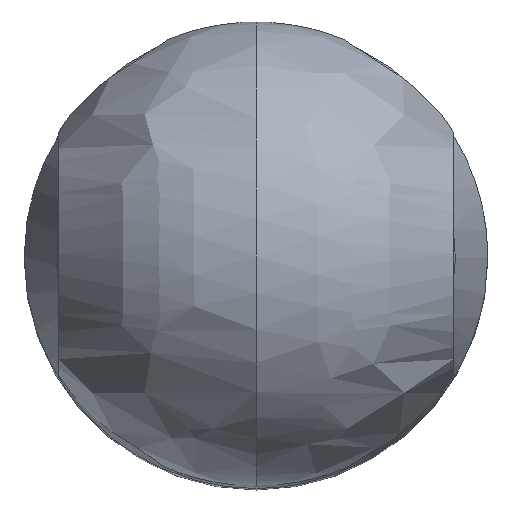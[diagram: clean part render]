
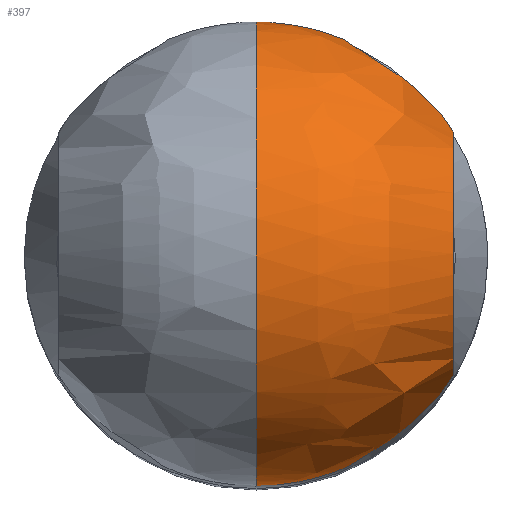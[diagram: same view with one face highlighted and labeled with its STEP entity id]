
A CAD part, top view. The second image highlights one B-rep face of the part: STEP entity #397.
In plain terms, the highlighted free-form (B-spline) face has degree [3, 3] with [4, 4] control points.
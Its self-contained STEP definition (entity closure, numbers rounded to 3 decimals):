
#28=CIRCLE('',#431,3.285);
#50=(
BOUNDED_CURVE()
B_SPLINE_CURVE(3,(#2131,#2132,#2133,#2134),.UNSPECIFIED.,.F.,.F.)
B_SPLINE_CURVE_WITH_KNOTS((4,4),(0.,1.),.PIECEWISE_BEZIER_KNOTS.)
CURVE()
GEOMETRIC_REPRESENTATION_ITEM()
RATIONAL_B_SPLINE_CURVE((1.,0.333,0.333,1.))
REPRESENTATION_ITEM('')
);
#51=(
BOUNDED_CURVE()
B_SPLINE_CURVE(3,(#2136,#2137,#2138,#2139),.UNSPECIFIED.,.F.,.F.)
B_SPLINE_CURVE_WITH_KNOTS((4,4),(0.,1.),.PIECEWISE_BEZIER_KNOTS.)
CURVE()
GEOMETRIC_REPRESENTATION_ITEM()
RATIONAL_B_SPLINE_CURVE((1.,0.333,0.333,1.))
REPRESENTATION_ITEM('')
);
#52=(
BOUNDED_CURVE()
B_SPLINE_CURVE(3,(#2141,#2142,#2143,#2144),.UNSPECIFIED.,.F.,.F.)
B_SPLINE_CURVE_WITH_KNOTS((4,4),(0.,1.),.PIECEWISE_BEZIER_KNOTS.)
CURVE()
GEOMETRIC_REPRESENTATION_ITEM()
RATIONAL_B_SPLINE_CURVE((1.,0.333,0.333,1.))
REPRESENTATION_ITEM('')
);
#63=(
BOUNDED_SURFACE()
B_SPLINE_SURFACE(3,3,((#2113,#2114,#2115,#2116),(#2117,#2118,#2119,#2120),
(#2121,#2122,#2123,#2124),(#2125,#2126,#2127,#2128)),.SPHERICAL_SURF.,.F.,
 .F.,.F.)
B_SPLINE_SURFACE_WITH_KNOTS((4,4),(4,4),(0.,1.),(0.5,1.),
 .PIECEWISE_BEZIER_KNOTS.)
GEOMETRIC_REPRESENTATION_ITEM()
RATIONAL_B_SPLINE_SURFACE(((1.,0.333,0.333,1.),
(0.333,0.111,0.111,0.333),
(0.333,0.111,0.111,0.333),
(1.,0.333,0.333,1.)))
REPRESENTATION_ITEM('')
SURFACE()
);
#95=ORIENTED_EDGE('',*,*,#215,.T.);
#96=ORIENTED_EDGE('',*,*,#216,.F.);
#97=ORIENTED_EDGE('',*,*,#217,.T.);
#98=ORIENTED_EDGE('',*,*,#218,.F.);
#99=ORIENTED_EDGE('',*,*,#219,.T.);
#100=ORIENTED_EDGE('',*,*,#210,.T.);
#210=EDGE_CURVE('',#268,#269,#309,.F.);
#215=EDGE_CURVE('',#272,#272,#28,.F.);
#216=EDGE_CURVE('',#273,#269,#50,.T.);
#217=EDGE_CURVE('',#273,#274,#51,.T.);
#218=EDGE_CURVE('',#275,#274,#52,.T.);
#219=EDGE_CURVE('',#275,#268,#314,.T.);
#268=VERTEX_POINT('',#2051);
#269=VERTEX_POINT('',#2052);
#272=VERTEX_POINT('',#2130);
#273=VERTEX_POINT('',#2135);
#274=VERTEX_POINT('',#2140);
#275=VERTEX_POINT('',#2145);
#309=B_SPLINE_CURVE_WITH_KNOTS('',3,(#2047,#2048,#2049,#2050),
 .UNSPECIFIED.,.F.,.F.,(4,4),(0.375,0.5),.UNSPECIFIED.);
#314=B_SPLINE_CURVE_WITH_KNOTS('',3,(#2146,#2147,#2148,#2149,#2150,#2151,
#2152,#2153,#2154,#2155,#2156,#2157,#2158,#2159,#2160,#2161,#2162,#2163,
#2164,#2165),.UNSPECIFIED.,.F.,.F.,(4,1,1,1,1,1,1,1,1,1,1,1,1,1,1,1,1,4),
(0.125,0.149,0.172,0.184,
0.195,0.219,0.242,0.248,
0.254,0.266,0.289,0.313,
0.336,0.359,0.406,0.453,
0.477,0.5),.UNSPECIFIED.);
#324=EDGE_LOOP('',(#95));
#325=EDGE_LOOP('',(#96,#97,#98,#99,#100));
#355=FACE_BOUND('',#324,.T.);
#356=FACE_BOUND('',#325,.T.);
#397=ADVANCED_FACE('',(#355,#356),#63,.T.);
#431=AXIS2_PLACEMENT_3D('',#2129,#451,#452);
#451=DIRECTION('',(1.,0.,0.));
#452=DIRECTION('',(0.,-1.,0.));
#2047=CARTESIAN_POINT('',(0.,30.111,-48.428));
#2048=CARTESIAN_POINT('',(1.271,30.11,-48.428));
#2049=CARTESIAN_POINT('',(2.539,29.585,-48.428));
#2050=CARTESIAN_POINT('',(3.437,28.687,-48.428));
#2051=CARTESIAN_POINT('',(3.437,28.687,-48.428));
#2052=CARTESIAN_POINT('',(0.,30.111,-48.428));
#2113=CARTESIAN_POINT('',(0.,31.5,-44.5));
#2114=CARTESIAN_POINT('',(0.,31.5,-44.5));
#2115=CARTESIAN_POINT('',(0.,31.5,-44.5));
#2116=CARTESIAN_POINT('',(0.,31.5,-44.5));
#2117=CARTESIAN_POINT('',(0.,31.5,-32.));
#2118=CARTESIAN_POINT('',(25.,31.5,-32.));
#2119=CARTESIAN_POINT('',(25.,31.5,-57.));
#2120=CARTESIAN_POINT('',(0.,31.5,-57.));
#2121=CARTESIAN_POINT('',(0.,19.,-32.));
#2122=CARTESIAN_POINT('',(25.,19.,-32.));
#2123=CARTESIAN_POINT('',(25.,19.,-57.));
#2124=CARTESIAN_POINT('',(0.,19.,-57.));
#2125=CARTESIAN_POINT('',(0.,19.,-44.5));
#2126=CARTESIAN_POINT('',(0.,19.,-44.5));
#2127=CARTESIAN_POINT('',(0.,19.,-44.5));
#2128=CARTESIAN_POINT('',(0.,19.,-44.5));
#2129=CARTESIAN_POINT('',(5.317,25.25,-44.5));
#2130=CARTESIAN_POINT('',(5.317,21.965,-44.5));
#2131=CARTESIAN_POINT('',(0.,31.5,-44.5));
#2132=CARTESIAN_POINT('',(0.,31.5,-57.));
#2133=CARTESIAN_POINT('',(0.,19.,-57.));
#2134=CARTESIAN_POINT('',(0.,19.,-44.5));
#2135=CARTESIAN_POINT('',(0.,31.5,-44.5));
#2136=CARTESIAN_POINT('',(0.,31.5,-44.5));
#2137=CARTESIAN_POINT('',(0.,31.5,-32.));
#2138=CARTESIAN_POINT('',(0.,19.,-32.));
#2139=CARTESIAN_POINT('',(0.,19.,-44.5));
#2140=CARTESIAN_POINT('',(0.,19.,-44.5));
#2141=CARTESIAN_POINT('',(0.,31.5,-44.5));
#2142=CARTESIAN_POINT('',(0.,31.5,-57.));
#2143=CARTESIAN_POINT('',(0.,19.,-57.));
#2144=CARTESIAN_POINT('',(0.,19.,-44.5));
#2145=CARTESIAN_POINT('',(0.,20.389,-48.428));
#2146=CARTESIAN_POINT('',(0.,20.389,-48.428));
#2147=CARTESIAN_POINT('',(0.235,20.389,-48.428));
#2148=CARTESIAN_POINT('',(0.72,20.426,-48.429));
#2149=CARTESIAN_POINT('',(1.278,20.549,-48.428));
#2150=CARTESIAN_POINT('',(1.752,20.711,-48.428));
#2151=CARTESIAN_POINT('',(2.153,20.882,-48.429));
#2152=CARTESIAN_POINT('',(2.643,21.151,-48.429));
#2153=CARTESIAN_POINT('',(3.087,21.481,-48.428));
#2154=CARTESIAN_POINT('',(3.393,21.767,-48.428));
#2155=CARTESIAN_POINT('',(3.551,21.927,-48.428));
#2156=CARTESIAN_POINT('',(3.805,22.211,-48.428));
#2157=CARTESIAN_POINT('',(4.151,22.68,-48.428));
#2158=CARTESIAN_POINT('',(4.516,23.399,-48.429));
#2159=CARTESIAN_POINT('',(4.728,24.049,-48.428));
#2160=CARTESIAN_POINT('',(4.898,25.009,-48.429));
#2161=CARTESIAN_POINT('',(4.84,26.199,-48.428));
#2162=CARTESIAN_POINT('',(4.425,27.361,-48.428));
#2163=CARTESIAN_POINT('',(3.911,28.167,-48.428));
#2164=CARTESIAN_POINT('',(3.595,28.529,-48.428));
#2165=CARTESIAN_POINT('',(3.437,28.687,-48.428));
